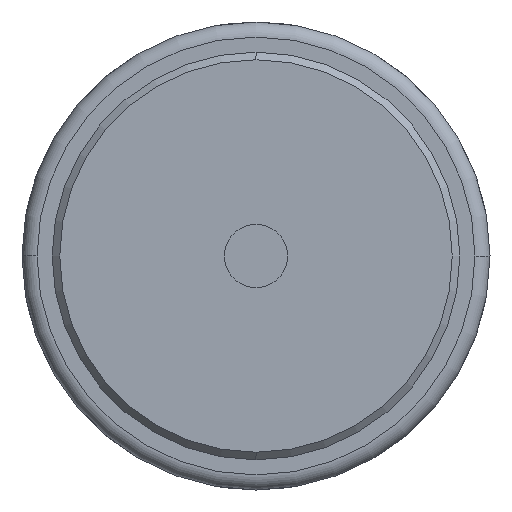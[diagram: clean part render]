
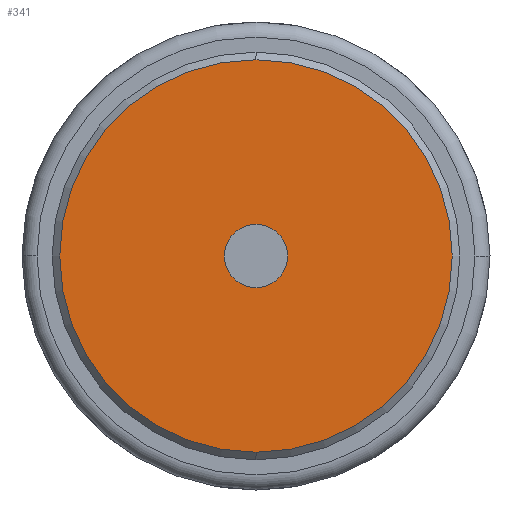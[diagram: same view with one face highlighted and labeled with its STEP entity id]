
A CAD part, front view. The second image highlights one B-rep face of the part: STEP entity #341.
In plain terms, the highlighted planar face has unit normal (0, -1, 0).
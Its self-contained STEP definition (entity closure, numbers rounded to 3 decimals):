
#6 = DIRECTION ( 'NONE',  ( 0., 0., 1. ) ) ;
#17 = DIRECTION ( 'NONE',  ( 0., 0., 1. ) ) ;
#28 = CIRCLE ( 'NONE', #429, 13. ) ;
#74 = VERTEX_POINT ( 'NONE', #457 ) ;
#100 = CIRCLE ( 'NONE', #1009, 2.1 ) ;
#118 = EDGE_LOOP ( 'NONE', ( #996, #1017 ) ) ;
#154 = DIRECTION ( 'NONE',  ( 0., 0., 1. ) ) ;
#212 = EDGE_LOOP ( 'NONE', ( #376, #1129 ) ) ;
#331 = CARTESIAN_POINT ( 'NONE',  ( 0., 0., 13. ) ) ;
#341 = ADVANCED_FACE ( 'NONE', ( #940, #506 ), #601, .F. ) ;
#348 = EDGE_CURVE ( 'NONE', #1103, #74, #769, .T. ) ;
#376 = ORIENTED_EDGE ( 'NONE', *, *, #348, .T. ) ;
#405 = DIRECTION ( 'NONE',  ( 0., -1., 0. ) ) ;
#406 = EDGE_CURVE ( 'NONE', #427, #662, #950, .T. ) ;
#427 = VERTEX_POINT ( 'NONE', #504 ) ;
#429 = AXIS2_PLACEMENT_3D ( 'NONE', #796, #611, #6 ) ;
#457 = CARTESIAN_POINT ( 'NONE',  ( 0., 0., -13. ) ) ;
#504 = CARTESIAN_POINT ( 'NONE',  ( 0., 0., 2.1 ) ) ;
#506 = FACE_BOUND ( 'NONE', #118, .T. ) ;
#569 = AXIS2_PLACEMENT_3D ( 'NONE', #779, #1132, #1040 ) ;
#601 = PLANE ( 'NONE',  #891 ) ;
#611 = DIRECTION ( 'NONE',  ( 0., -1., 0. ) ) ;
#612 = CARTESIAN_POINT ( 'NONE',  ( 0., 0., 0. ) ) ;
#662 = VERTEX_POINT ( 'NONE', #739 ) ;
#739 = CARTESIAN_POINT ( 'NONE',  ( 0., 0., -2.1 ) ) ;
#769 = CIRCLE ( 'NONE', #829, 13. ) ;
#779 = CARTESIAN_POINT ( 'NONE',  ( 0., 0., 0. ) ) ;
#780 = DIRECTION ( 'NONE',  ( 0., 1., 0. ) ) ;
#796 = CARTESIAN_POINT ( 'NONE',  ( 0., 0., 0. ) ) ;
#799 = DIRECTION ( 'NONE',  ( 0., -1., 0. ) ) ;
#804 = EDGE_CURVE ( 'NONE', #662, #427, #100, .T. ) ;
#829 = AXIS2_PLACEMENT_3D ( 'NONE', #855, #799, #17 ) ;
#855 = CARTESIAN_POINT ( 'NONE',  ( 0., 0., 0. ) ) ;
#891 = AXIS2_PLACEMENT_3D ( 'NONE', #612, #780, #154 ) ;
#940 = FACE_OUTER_BOUND ( 'NONE', #212, .T. ) ;
#942 = CARTESIAN_POINT ( 'NONE',  ( 0., 0., 0. ) ) ;
#943 = EDGE_CURVE ( 'NONE', #74, #1103, #28, .T. ) ;
#950 = CIRCLE ( 'NONE', #569, 2.1 ) ;
#996 = ORIENTED_EDGE ( 'NONE', *, *, #804, .F. ) ;
#1009 = AXIS2_PLACEMENT_3D ( 'NONE', #942, #405, #1135 ) ;
#1017 = ORIENTED_EDGE ( 'NONE', *, *, #406, .F. ) ;
#1040 = DIRECTION ( 'NONE',  ( 0., 0., -1. ) ) ;
#1103 = VERTEX_POINT ( 'NONE', #331 ) ;
#1129 = ORIENTED_EDGE ( 'NONE', *, *, #943, .T. ) ;
#1132 = DIRECTION ( 'NONE',  ( 0., -1., 0. ) ) ;
#1135 = DIRECTION ( 'NONE',  ( 0., 0., -1. ) ) ;
